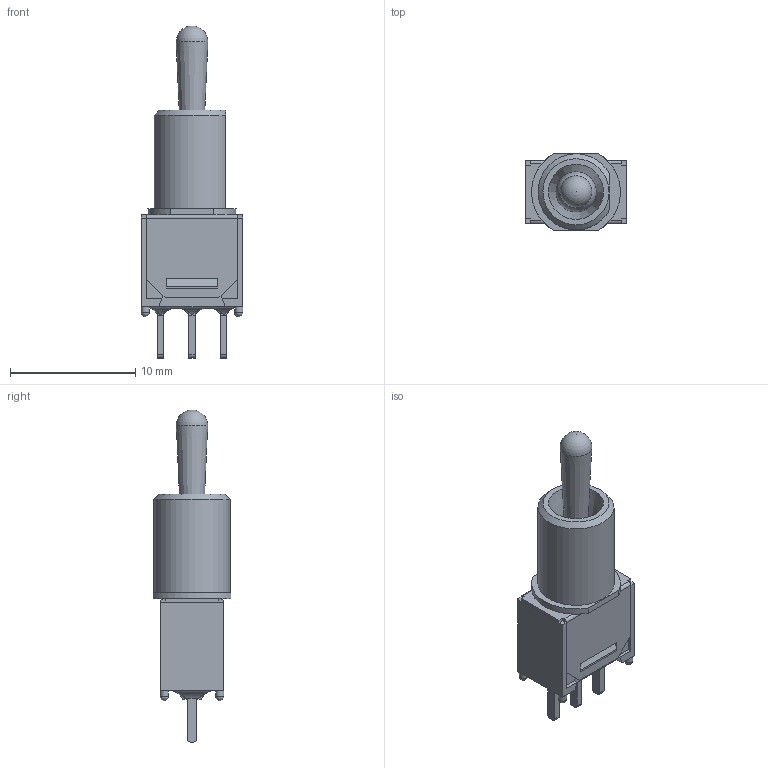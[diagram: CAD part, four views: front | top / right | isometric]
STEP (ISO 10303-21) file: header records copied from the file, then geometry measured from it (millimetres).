
FILE_DESCRIPTION(/* description */ (''),/* implementation_level */ '2;1');
FILE_NAME(/* name */ '200MSPxT1B5M2xE.stp',/* time_stamp */ '2025-04-29T08:34:06-05:00',/* author */ ('mroman'),/* organization */ (''),/* preprocessor_version */ 'ST-DEVELOPER v18.1',/* originating_system */ 'Autodesk Inventor 2022',/* authorisation */ '');
FILE_SCHEMA (('AUTOMOTIVE_DESIGN { 1 0 10303 214 3 1 1 }'));
Length unit declared in the file: inch
Products named in the file (1): 200MSPxT1B5M2xE
Bounding box: 8.13 x 6.2 x 26.52 mm (x, y, z)
Volume: 387.4 mm3; surface area: 1024.4 mm2
Topology: 1 solids, 2 shells, 153 faces, 426 edges, 270 vertices
Faces by surface type: plane 112, cylinder 23, bspline 8, sphere 7, cone 3
Full cylindrical faces by diameter (mm): 0.65 x4, 3.25 x2
Entity records: 5372 total; most frequent: CARTESIAN_POINT 1480, ORIENTED_EDGE 842, DIRECTION 738, EDGE_CURVE 421, LINE 310, VECTOR 310, VERTEX_POINT 270, AXIS2_PLACEMENT_3D 214
